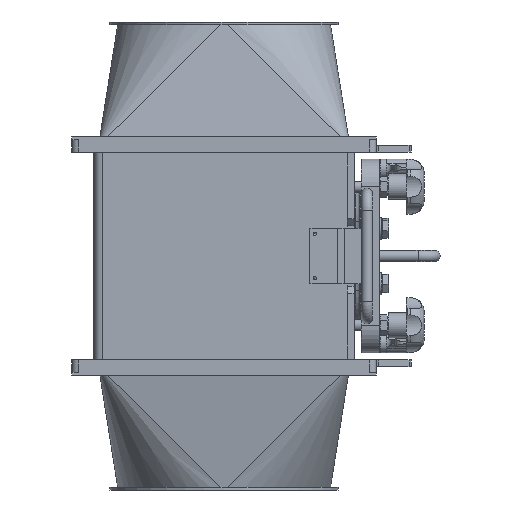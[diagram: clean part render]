
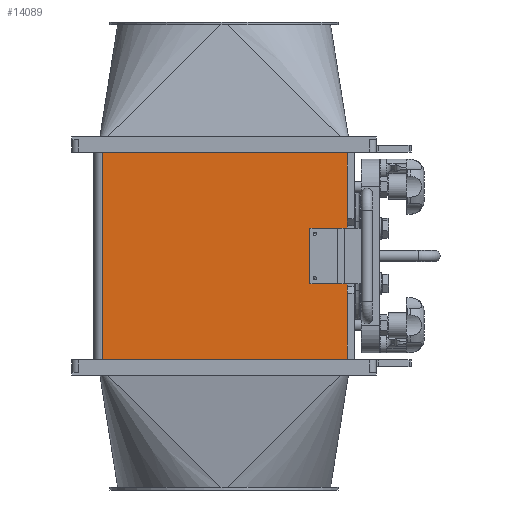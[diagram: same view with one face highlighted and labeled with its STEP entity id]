
A CAD part, left-side view. The second image highlights one B-rep face of the part: STEP entity #14089.
In plain terms, the highlighted planar face has unit normal (-1, 0, 0).
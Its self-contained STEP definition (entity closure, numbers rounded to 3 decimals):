
#817=PLANE('',#15377);
#1339=LINE('',#23552,#2301);
#1345=LINE('',#23563,#2307);
#1352=LINE('',#23577,#2314);
#1353=LINE('',#23580,#2315);
#1362=LINE('',#23601,#2324);
#1453=LINE('',#23921,#2415);
#1464=LINE('',#23959,#2426);
#1533=LINE('',#24131,#2495);
#2301=VECTOR('',#17717,10.);
#2307=VECTOR('',#17725,10.);
#2314=VECTOR('',#17738,10.);
#2315=VECTOR('',#17741,10.);
#2324=VECTOR('',#17756,10.);
#2415=VECTOR('',#18039,10.);
#2426=VECTOR('',#18070,10.);
#2495=VECTOR('',#18269,10.);
#3443=FACE_OUTER_BOUND('',#4416,.T.);
#4416=EDGE_LOOP('',(#11053,#11054,#11055,#11056,#11057,#11058,#11059,#11060));
#6304=VERTEX_POINT('',#23549);
#6305=VERTEX_POINT('',#23551);
#6309=VERTEX_POINT('',#23561);
#6313=VERTEX_POINT('',#23575);
#6314=VERTEX_POINT('',#23579);
#6323=VERTEX_POINT('',#23599);
#6416=VERTEX_POINT('',#23919);
#6433=VERTEX_POINT('',#23958);
#7857=EDGE_CURVE('',#6305,#6304,#1339,.T.);
#7863=EDGE_CURVE('',#6304,#6309,#1345,.T.);
#7870=EDGE_CURVE('',#6309,#6313,#1352,.T.);
#7871=EDGE_CURVE('',#6305,#6314,#1353,.T.);
#7882=EDGE_CURVE('',#6323,#6313,#1362,.T.);
#8025=EDGE_CURVE('',#6323,#6416,#1453,.T.);
#8044=EDGE_CURVE('',#6433,#6314,#1464,.T.);
#8133=EDGE_CURVE('',#6416,#6433,#1533,.T.);
#11053=ORIENTED_EDGE('',*,*,#7870,.T.);
#11054=ORIENTED_EDGE('',*,*,#7882,.F.);
#11055=ORIENTED_EDGE('',*,*,#8025,.T.);
#11056=ORIENTED_EDGE('',*,*,#8133,.T.);
#11057=ORIENTED_EDGE('',*,*,#8044,.T.);
#11058=ORIENTED_EDGE('',*,*,#7871,.F.);
#11059=ORIENTED_EDGE('',*,*,#7857,.T.);
#11060=ORIENTED_EDGE('',*,*,#7863,.T.);
#14089=ADVANCED_FACE('',(#3443),#817,.F.);
#15377=AXIS2_PLACEMENT_3D('',#24130,#18267,#18268);
#17717=DIRECTION('',(0.,1.,0.));
#17725=DIRECTION('',(0.,0.,1.));
#17738=DIRECTION('',(0.,-1.,0.));
#17741=DIRECTION('',(0.,0.,-1.));
#17756=DIRECTION('',(0.,0.,-1.));
#18039=DIRECTION('',(0.,1.,0.));
#18070=DIRECTION('',(0.,-1.,0.));
#18267=DIRECTION('center_axis',(1.,0.,0.));
#18268=DIRECTION('ref_axis',(0.,1.,0.));
#18269=DIRECTION('',(0.,0.,-1.));
#23549=CARTESIAN_POINT('',(-93.,-62.,-95.));
#23551=CARTESIAN_POINT('',(-93.,-89.,-95.));
#23552=CARTESIAN_POINT('',(-93.,-36.206,-95.));
#23561=CARTESIAN_POINT('',(-93.,-62.,-55.));
#23563=CARTESIAN_POINT('',(-93.,-62.,-75.));
#23575=CARTESIAN_POINT('',(-93.,-89.,-55.));
#23577=CARTESIAN_POINT('',(-93.,-36.206,-55.));
#23579=CARTESIAN_POINT('',(-93.,-89.,-150.));
#23580=CARTESIAN_POINT('',(-93.,-89.,4.));
#23599=CARTESIAN_POINT('',(-93.,-89.,0.));
#23601=CARTESIAN_POINT('',(-93.,-89.,4.));
#23919=CARTESIAN_POINT('',(-93.,88.,0.));
#23921=CARTESIAN_POINT('',(-93.,-1.203,0.));
#23958=CARTESIAN_POINT('',(-93.,88.,-150.));
#23959=CARTESIAN_POINT('',(-93.,-1.203,-150.));
#24130=CARTESIAN_POINT('Origin',(-93.,2.492,-75.));
#24131=CARTESIAN_POINT('',(-93.,88.,-75.));
